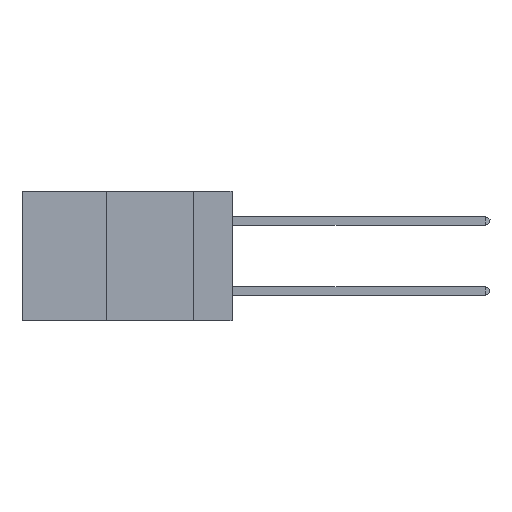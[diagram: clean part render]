
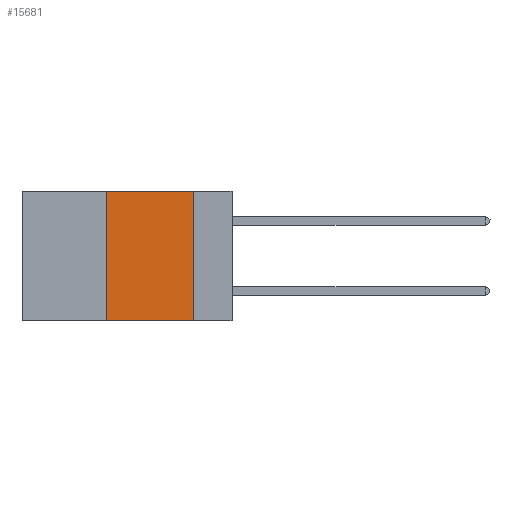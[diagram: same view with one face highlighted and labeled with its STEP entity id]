
A CAD part, left-side view. The second image highlights one B-rep face of the part: STEP entity #15681.
In plain terms, the highlighted planar face has unit normal (-1, 0, 0).
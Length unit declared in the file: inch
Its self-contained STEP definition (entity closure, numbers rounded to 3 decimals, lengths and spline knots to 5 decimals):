
#4 = VERTEX_POINT ( 'NONE', #40434 ) ;
#396 = LINE ( 'NONE', #4251, #34450 ) ;
#638 = DIRECTION ( 'NONE',  ( 0., 0., -1. ) ) ;
#1480 = DIRECTION ( 'NONE',  ( 0., -1., 0. ) ) ;
#4251 = CARTESIAN_POINT ( 'NONE',  ( 0., 0.11, 0. ) ) ;
#5792 = CARTESIAN_POINT ( 'NONE',  ( 0., 0.6, -0.37 ) ) ;
#7146 = VECTOR ( 'NONE', #21870, 39.37008 ) ;
#13375 = VECTOR ( 'NONE', #39042, 39.37008 ) ;
#15681 = ADVANCED_FACE ( 'NONE', ( #46781 ), #24569, .F. ) ;
#17932 = AXIS2_PLACEMENT_3D ( 'NONE', #39765, #47020, #31824 ) ;
#18497 = CARTESIAN_POINT ( 'NONE',  ( 0., 0.6, 0. ) ) ;
#18661 = CARTESIAN_POINT ( 'NONE',  ( 0., 0.36, -0.37 ) ) ;
#20843 = ORIENTED_EDGE ( 'NONE', *, *, #22299, .F. ) ;
#21527 = EDGE_CURVE ( 'NONE', #46278, #44076, #38824, .T. ) ;
#21870 = DIRECTION ( 'NONE',  ( 0., -1., 0. ) ) ;
#22299 = EDGE_CURVE ( 'NONE', #25892, #44076, #396, .T. ) ;
#24569 = PLANE ( 'NONE',  #17932 ) ;
#25892 = VERTEX_POINT ( 'NONE', #42442 ) ;
#26092 = ORIENTED_EDGE ( 'NONE', *, *, #21527, .T. ) ;
#30922 = CARTESIAN_POINT ( 'NONE',  ( 0., 0.11, -0.37 ) ) ;
#31824 = DIRECTION ( 'NONE',  ( 0., 0., -1. ) ) ;
#32511 = LINE ( 'NONE', #18497, #7146 ) ;
#34450 = VECTOR ( 'NONE', #638, 39.37008 ) ;
#34526 = VECTOR ( 'NONE', #1480, 39.37008 ) ;
#38824 = LINE ( 'NONE', #5792, #34526 ) ;
#39042 = DIRECTION ( 'NONE',  ( 0., 0., 1. ) ) ;
#39222 = ORIENTED_EDGE ( 'NONE', *, *, #43399, .F. ) ;
#39516 = LINE ( 'NONE', #46767, #13375 ) ;
#39765 = CARTESIAN_POINT ( 'NONE',  ( 0., 0.6, 0. ) ) ;
#40434 = CARTESIAN_POINT ( 'NONE',  ( 0., 0.36, 0. ) ) ;
#42442 = CARTESIAN_POINT ( 'NONE',  ( 0., 0.11, 0. ) ) ;
#43399 = EDGE_CURVE ( 'NONE', #4, #25892, #32511, .T. ) ;
#44076 = VERTEX_POINT ( 'NONE', #30922 ) ;
#44464 = EDGE_CURVE ( 'NONE', #46278, #4, #39516, .T. ) ;
#44533 = EDGE_LOOP ( 'NONE', ( #20843, #39222, #45588, #26092 ) ) ;
#45588 = ORIENTED_EDGE ( 'NONE', *, *, #44464, .F. ) ;
#46278 = VERTEX_POINT ( 'NONE', #18661 ) ;
#46767 = CARTESIAN_POINT ( 'NONE',  ( 0., 0.36, 0. ) ) ;
#46781 = FACE_OUTER_BOUND ( 'NONE', #44533, .T. ) ;
#47020 = DIRECTION ( 'NONE',  ( 1., 0., 0. ) ) ;
